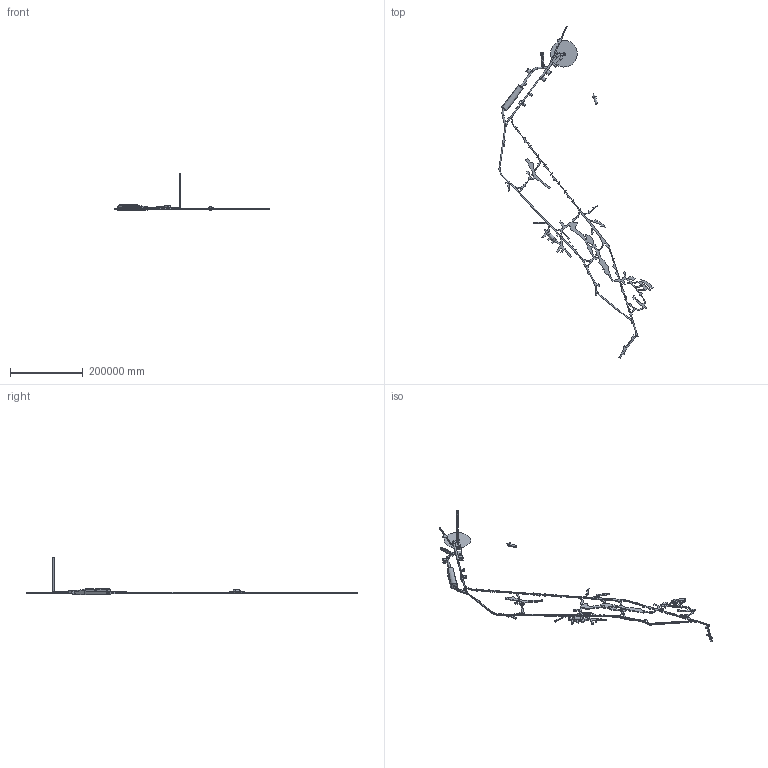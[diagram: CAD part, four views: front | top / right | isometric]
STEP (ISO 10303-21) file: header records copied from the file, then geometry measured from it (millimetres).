
FILE_DESCRIPTION(('CoCreate Modeling STEP Export'),'2;1');
FILE_NAME('7400L-FullAssy-21Apr10.stp','2010-06-08T 7:36:08',(''),(''),'CoCreate Modeling STEP processor for AP214 (Solid Model)','CoCreate Modeling 16.00A 16-Aug-2008 (C) Parametric Technology GmbH','');
FILE_SCHEMA(('AUTOMOTIVE_DESIGN { 1 0 10303 214 1 1 1 1 }'));
Length unit declared in the file: millimetre
Products named in the file (70): Drift5x4x6-AOR; DriftTransVol.1; Drift3x4x100; Drift3x4x100.1.1; Cavern15; EndWall1; DriftTrans3x4-3x15; Drift3x4-C90.1; EndWall2; Drift3x4-C90; LM1UtilityRoom1.2; EndWall; LabModUtilityRoomAssy1; 7400LabModuleAssy15-75; 7400PartialPlan1; 6Winze; DrillRoomArea; 7400PartialPlan2; 7400PartialPlan3; DrillRoomVol; 7400ExistingAssy; Arch5.2x75; Arch5.1x6; Arch5-C1; Arch5Assy; Arch2.5.2.1; Arch2.5-R11.1; Arch2.5.3.1.1; Arch2.5.9.1; Arch2.5.9.6; Arch2.5.9.4; Arch2.5.9.3; Arch2.5.9.2; Arch2.5.9.5; Arch2.5.9; Arch2.5.8; Arch2.5.7; Arch2.5.6; Arch2.5.5; Arch2.5.3 ...
Assembly tree (69 placements, depth 4):
  7400L-FullAssy-21Apr10
    DrillRoomAssy
      DrillRoomTrans2
      DrillRoomExcavation2
      DrillRoomTrans2.1
    ExcavationStayClear
    DirectionalArrows.1
      NorthArrow
    NewDriftAssy
      Drift5x4x10-Equip
      Drift5x4x40-AirWaterFilt
      Drift5x4x10-Elec
      AOR1Assy
        Drift5x5x13
        Drift3x4-C90.1
        Drift3x4x100.2.1
      ElecSubStation1Assy
        EndWall
        LM1UtilityRoom1.2
      ElecSubStation2Assy
        EndWall
        LM1UtilityRoom1.2
      Arch2.5Assy
        Arch2.5-C2
        Arch2.5-C3
        Arch2.5-C4
        Arch2.5-R11.3
        Arch2.5-R11.2
        Arch2.5.1
        Arch2.5-C1
        Arch2.5.3
        Arch2.5.5
        Arch2.5.6
        Arch2.5.7
        Arch2.5.8
        Arch2.5.9
        Arch2.5.9.5
        Arch2.5.9.2
        Arch2.5.9.3
        Arch2.5.9.4
        Arch2.5.9.6
        Arch2.5.9.1
        Arch2.5.3.1.1
        Arch2.5-R11.1
        Arch2.5.2.1
      Arch5Assy
        Arch5-C1
        Arch5.1x6
        Arch5.2x75
    7400ExistingAssy
      DrillRoomVol
      7400PartialPlan3
      7400PartialPlan2
      DrillRoomArea
      6Winze
      7400PartialPlan1
    7400LabModuleAssy15-75
      LabModUtilityRoomAssy1
        EndWall
        LM1UtilityRoom1.2
Bounding box: 423433.39 x 911040.01 x 104000 mm (x, y, z)
Volume: 61395236960008.6 mm3; surface area: 94496851910.9 mm2
Topology: 58 solids, 58 shells, 1522 faces, 4218 edges, 2811 vertices
Faces by surface type: plane 1353, cylinder 145, torus 17, extrusion 3, bspline 2, cone 2
Entity records: 64960 total; most frequent: CARTESIAN_POINT 23857, ORIENTED_EDGE 8432, DIRECTION 7574, EDGE_CURVE 4216, VECTOR 3844, LINE 3841, VERTEX_POINT 2811, AXIS2_PLACEMENT_3D 1865
